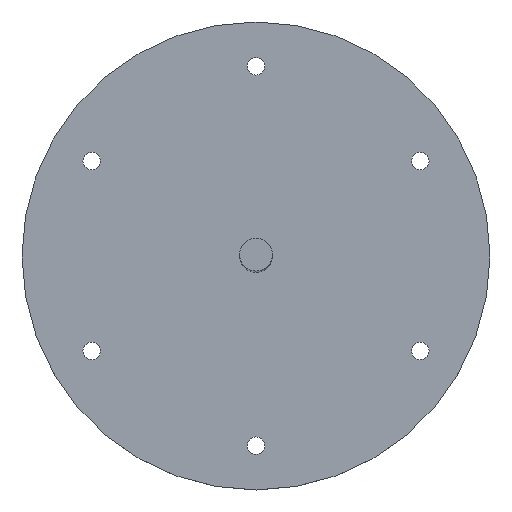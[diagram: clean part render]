
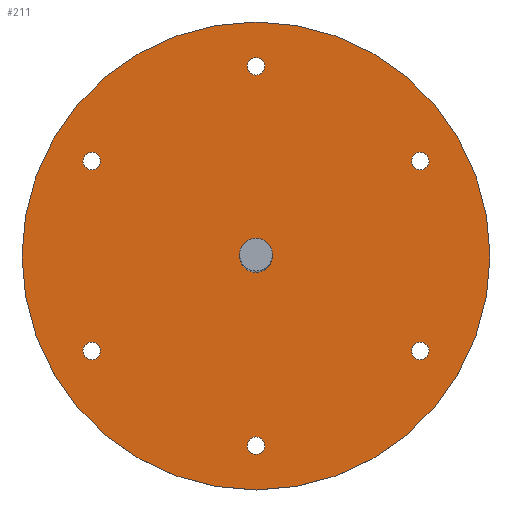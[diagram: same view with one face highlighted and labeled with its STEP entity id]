
A CAD part, top view. The second image highlights one B-rep face of the part: STEP entity #211.
In plain terms, the highlighted planar face has unit normal (0, 0, 1).
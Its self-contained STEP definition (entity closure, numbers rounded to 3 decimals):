
#28=PLANE('',#292);
#46=FACE_BOUND('',#92,.T.);
#47=FACE_BOUND('',#93,.T.);
#48=FACE_BOUND('',#94,.T.);
#49=FACE_BOUND('',#95,.T.);
#50=FACE_BOUND('',#96,.T.);
#51=FACE_BOUND('',#97,.T.);
#52=FACE_BOUND('',#98,.T.);
#63=FACE_OUTER_BOUND('',#91,.T.);
#91=EDGE_LOOP('',(#181));
#92=EDGE_LOOP('',(#182));
#93=EDGE_LOOP('',(#183));
#94=EDGE_LOOP('',(#184));
#95=EDGE_LOOP('',(#185));
#96=EDGE_LOOP('',(#186));
#97=EDGE_LOOP('',(#187));
#98=EDGE_LOOP('',(#188));
#103=CIRCLE('',#268,6.375);
#105=CIRCLE('',#271,3.4);
#107=CIRCLE('',#274,3.4);
#109=CIRCLE('',#277,3.4);
#111=CIRCLE('',#280,3.4);
#113=CIRCLE('',#283,3.4);
#115=CIRCLE('',#286,3.4);
#117=CIRCLE('',#289,90.35);
#121=VERTEX_POINT('',#376);
#123=VERTEX_POINT('',#381);
#125=VERTEX_POINT('',#386);
#127=VERTEX_POINT('',#391);
#129=VERTEX_POINT('',#396);
#131=VERTEX_POINT('',#401);
#133=VERTEX_POINT('',#406);
#135=VERTEX_POINT('',#411);
#139=EDGE_CURVE('',#121,#121,#103,.T.);
#141=EDGE_CURVE('',#123,#123,#105,.T.);
#143=EDGE_CURVE('',#125,#125,#107,.T.);
#145=EDGE_CURVE('',#127,#127,#109,.T.);
#147=EDGE_CURVE('',#129,#129,#111,.T.);
#149=EDGE_CURVE('',#131,#131,#113,.T.);
#151=EDGE_CURVE('',#133,#133,#115,.T.);
#153=EDGE_CURVE('',#135,#135,#117,.T.);
#181=ORIENTED_EDGE('',*,*,#153,.T.);
#182=ORIENTED_EDGE('',*,*,#139,.T.);
#183=ORIENTED_EDGE('',*,*,#141,.T.);
#184=ORIENTED_EDGE('',*,*,#143,.T.);
#185=ORIENTED_EDGE('',*,*,#145,.T.);
#186=ORIENTED_EDGE('',*,*,#147,.T.);
#187=ORIENTED_EDGE('',*,*,#149,.T.);
#188=ORIENTED_EDGE('',*,*,#151,.T.);
#211=ADVANCED_FACE('',(#63,#46,#47,#48,#49,#50,#51,#52),#28,.T.);
#268=AXIS2_PLACEMENT_3D('',#377,#307,#308);
#271=AXIS2_PLACEMENT_3D('',#382,#313,#314);
#274=AXIS2_PLACEMENT_3D('',#387,#319,#320);
#277=AXIS2_PLACEMENT_3D('',#392,#325,#326);
#280=AXIS2_PLACEMENT_3D('',#397,#331,#332);
#283=AXIS2_PLACEMENT_3D('',#402,#337,#338);
#286=AXIS2_PLACEMENT_3D('',#407,#343,#344);
#289=AXIS2_PLACEMENT_3D('',#412,#349,#350);
#292=AXIS2_PLACEMENT_3D('',#416,#355,#356);
#307=DIRECTION('center_axis',(0.,0.,-1.));
#308=DIRECTION('ref_axis',(-1.,0.,0.));
#313=DIRECTION('center_axis',(0.,0.,-1.));
#314=DIRECTION('ref_axis',(-1.,0.,0.));
#319=DIRECTION('center_axis',(0.,0.,-1.));
#320=DIRECTION('ref_axis',(-1.,0.,0.));
#325=DIRECTION('center_axis',(0.,0.,-1.));
#326=DIRECTION('ref_axis',(-1.,0.,0.));
#331=DIRECTION('center_axis',(0.,0.,-1.));
#332=DIRECTION('ref_axis',(-1.,0.,0.));
#337=DIRECTION('center_axis',(0.,0.,-1.));
#338=DIRECTION('ref_axis',(-1.,0.,0.));
#343=DIRECTION('center_axis',(0.,0.,-1.));
#344=DIRECTION('ref_axis',(-1.,0.,0.));
#349=DIRECTION('center_axis',(0.,0.,1.));
#350=DIRECTION('ref_axis',(-1.,0.,0.));
#355=DIRECTION('center_axis',(0.,0.,1.));
#356=DIRECTION('ref_axis',(1.,0.,0.));
#376=CARTESIAN_POINT('',(6.375,0.,10.));
#377=CARTESIAN_POINT('Origin',(0.,0.,10.));
#381=CARTESIAN_POINT('',(66.836,36.625,10.));
#382=CARTESIAN_POINT('Origin',(63.436,36.625,10.));
#386=CARTESIAN_POINT('',(66.836,-36.625,10.));
#387=CARTESIAN_POINT('Origin',(63.436,-36.625,10.));
#391=CARTESIAN_POINT('',(3.4,-73.25,10.));
#392=CARTESIAN_POINT('Origin',(0.,-73.25,10.));
#396=CARTESIAN_POINT('',(-60.036,-36.625,10.));
#397=CARTESIAN_POINT('Origin',(-63.436,-36.625,10.));
#401=CARTESIAN_POINT('',(-60.036,36.625,10.));
#402=CARTESIAN_POINT('Origin',(-63.436,36.625,10.));
#406=CARTESIAN_POINT('',(3.4,73.25,10.));
#407=CARTESIAN_POINT('Origin',(0.,73.25,10.));
#411=CARTESIAN_POINT('',(90.35,0.,10.));
#412=CARTESIAN_POINT('Origin',(0.,0.,10.));
#416=CARTESIAN_POINT('Origin',(0.,0.,10.));
